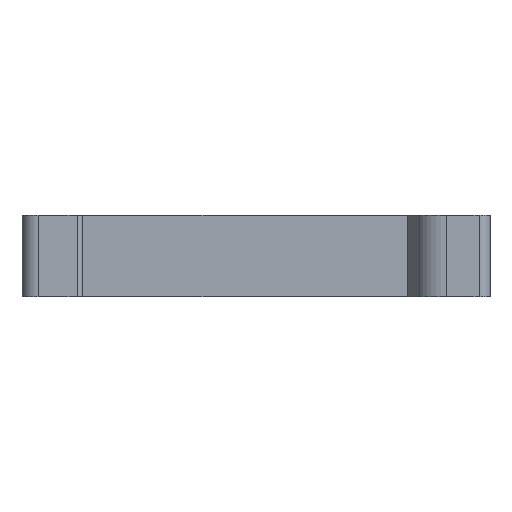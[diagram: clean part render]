
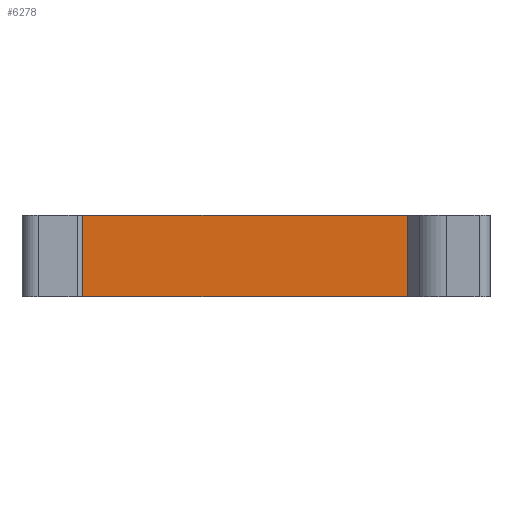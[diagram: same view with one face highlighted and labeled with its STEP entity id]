
A CAD part, front view. The second image highlights one B-rep face of the part: STEP entity #6278.
In plain terms, the highlighted planar face has unit normal (0, -1, 0).
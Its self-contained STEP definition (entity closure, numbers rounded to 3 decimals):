
#30 = EDGE_LOOP ( 'NONE', ( #564, #575, #545, #555 ) ) ;
#545 = ORIENTED_EDGE ( 'NONE', *, *, #3807, .T. ) ;
#555 = ORIENTED_EDGE ( 'NONE', *, *, #4986, .F. ) ;
#564 = ORIENTED_EDGE ( 'NONE', *, *, #5041, .F. ) ;
#575 = ORIENTED_EDGE ( 'NONE', *, *, #4970, .F. ) ;
#1498 = CARTESIAN_POINT ( 'NONE',  ( -5.376, -28.02, 0. ) ) ;
#1604 = CARTESIAN_POINT ( 'NONE',  ( -5.376, -28.02, 7.5 ) ) ;
#1632 = CARTESIAN_POINT ( 'NONE',  ( 27.924, -28.02, 0. ) ) ;
#1649 = CARTESIAN_POINT ( 'NONE',  ( 27.924, -28.02, 7.5 ) ) ;
#1859 = VERTEX_POINT ( 'NONE', #1498 ) ;
#1868 = VERTEX_POINT ( 'NONE', #1604 ) ;
#1963 = VERTEX_POINT ( 'NONE', #1649 ) ;
#1970 = VERTEX_POINT ( 'NONE', #1632 ) ;
#2631 = VECTOR ( 'NONE', #3938, 1000. ) ;
#2787 = VECTOR ( 'NONE', #5517, 1000. ) ;
#2819 = VECTOR ( 'NONE', #5563, 1000. ) ;
#2866 = VECTOR ( 'NONE', #3683, 1000. ) ;
#3146 = AXIS2_PLACEMENT_3D ( 'NONE', #5968, #5966, #6006 ) ;
#3679 = CARTESIAN_POINT ( 'NONE',  ( 16.924, -28.02, 7.5 ) ) ;
#3682 = LINE ( 'NONE', #3679, #2866 ) ;
#3683 = DIRECTION ( 'NONE',  ( 1., 0., 0. ) ) ;
#3807 = EDGE_CURVE ( 'NONE', #1859, #1970, #3912, .T. ) ;
#3912 = LINE ( 'NONE', #3933, #2631 ) ;
#3933 = CARTESIAN_POINT ( 'NONE',  ( 16.924, -28.02, 0. ) ) ;
#3938 = DIRECTION ( 'NONE',  ( 1., 0., 0. ) ) ;
#4970 = EDGE_CURVE ( 'NONE', #1859, #1868, #5488, .T. ) ;
#4986 = EDGE_CURVE ( 'NONE', #1963, #1970, #5545, .T. ) ;
#5041 = EDGE_CURVE ( 'NONE', #1868, #1963, #3682, .T. ) ;
#5488 = LINE ( 'NONE', #5497, #2787 ) ;
#5497 = CARTESIAN_POINT ( 'NONE',  ( -5.376, -28.02, 3.75 ) ) ;
#5517 = DIRECTION ( 'NONE',  ( 0., 0., 1. ) ) ;
#5545 = LINE ( 'NONE', #5557, #2819 ) ;
#5557 = CARTESIAN_POINT ( 'NONE',  ( 27.924, -28.02, 3.75 ) ) ;
#5563 = DIRECTION ( 'NONE',  ( 0., 0., -1. ) ) ;
#5966 = DIRECTION ( 'NONE',  ( 0., 1., 0. ) ) ;
#5968 = CARTESIAN_POINT ( 'NONE',  ( -5.376, -28.02, 3.75 ) ) ;
#5969 = PLANE ( 'NONE',  #3146 ) ;
#6002 = FACE_OUTER_BOUND ( 'NONE', #30, .T. ) ;
#6006 = DIRECTION ( 'NONE',  ( 0., 0., 1. ) ) ;
#6278 = ADVANCED_FACE ( 'NONE', ( #6002 ), #5969, .F. ) ;
